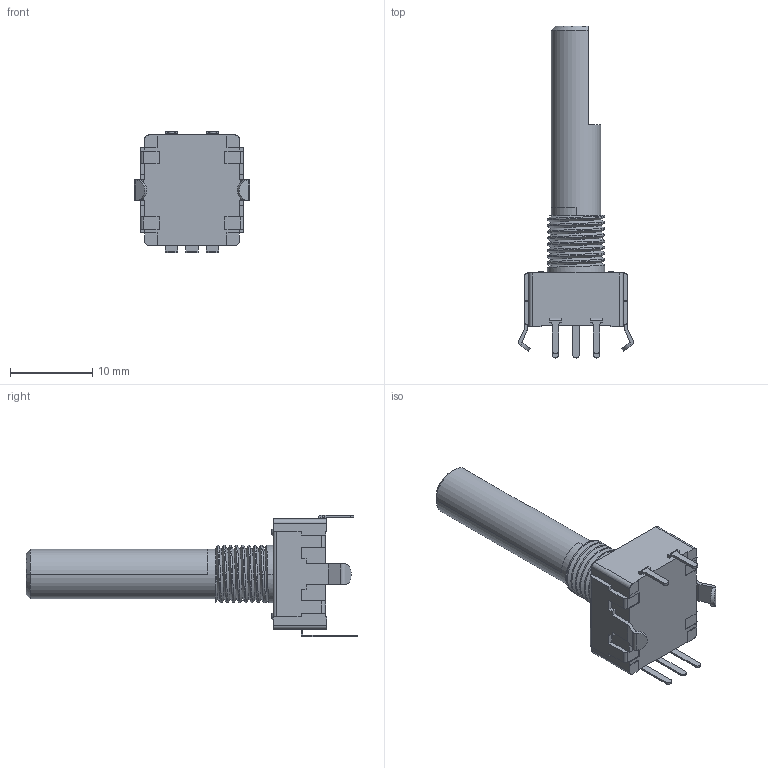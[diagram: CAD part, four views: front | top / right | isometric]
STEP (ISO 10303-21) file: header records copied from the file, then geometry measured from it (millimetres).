
FILE_DESCRIPTION((''),'2;1');
FILE_NAME('PEC11R-4X30F-SXXXX','2017-02-24T',('RICKB'),('Bourns, Inc.'),'CREO PARAMETRIC BY PTC INC, 2016130','CREO PARAMETRIC BY PTC INC, 2016130','');
FILE_SCHEMA(('CONFIG_CONTROL_DESIGN'));
Length unit declared in the file: millimetre
Products named in the file (1): PEC11R-4X30F-SXXXX
Bounding box: 14 x 40.3 x 14.75 mm (x, y, z)
Volume: 1877.2 mm3; surface area: 1492.9 mm2
Topology: 2 solids, 2 shells, 209 faces, 592 edges, 394 vertices
Faces by surface type: plane 147, cylinder 44, cone 10, bspline 8
Entity records: 8567 total; most frequent: CARTESIAN_POINT 3161, ORIENTED_EDGE 1176, DIRECTION 1026, EDGE_CURVE 588, VECTOR 450, LINE 450, VERTEX_POINT 392, AXIS2_PLACEMENT_3D 288
